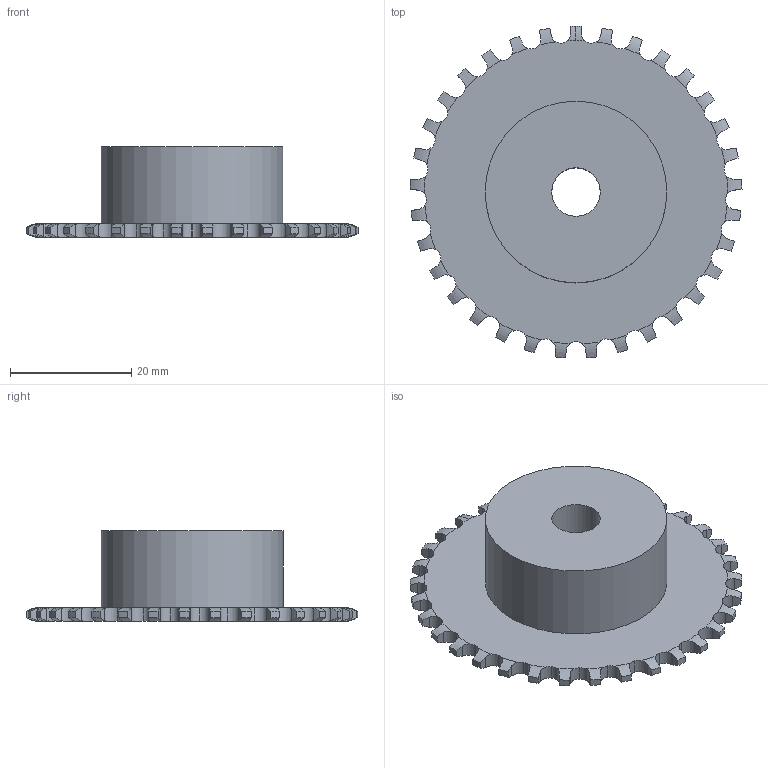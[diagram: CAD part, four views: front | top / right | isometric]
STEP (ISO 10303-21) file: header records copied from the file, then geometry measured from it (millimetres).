
FILE_DESCRIPTION(('FreeCAD Model'),'2;1');
FILE_NAME('Open CASCADE Shape Model','2021-02-24T19:07:03',('Author'),( ''),'Open CASCADE STEP processor 7.4','FreeCAD','Unknown');
FILE_SCHEMA(('AUTOMOTIVE_DESIGN { 1 0 10303 214 1 1 1 1 }'));
Length unit declared in the file: millimetre
Products named in the file (1): Hole
Bounding box: 54.79 x 54.74 x 15 mm (x, y, z)
Volume: 13012.7 mm3; surface area: 6238.4 mm2
Topology: 1 solids, 1 shells, 238 faces, 771 edges, 536 vertices
Faces by surface type: cylinder 167, revolution 68, plane 3
Full cylindrical faces by diameter (mm): 8 x1, 30 x1
Entity records: 28161 total; most frequent: CARTESIAN_POINT 14262, DIRECTION 2272, ORIENTED_EDGE 1542, PCURVE 1542, DEFINITIONAL_REPRESENTATION 1542, LINE 911, VECTOR 911, B_SPLINE_CURVE_WITH_KNOTS 792
